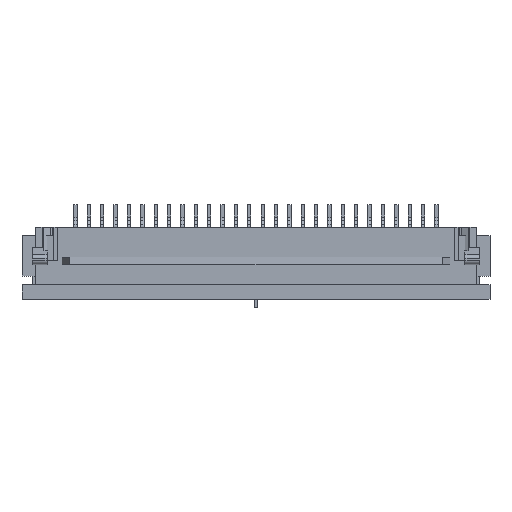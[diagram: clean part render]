
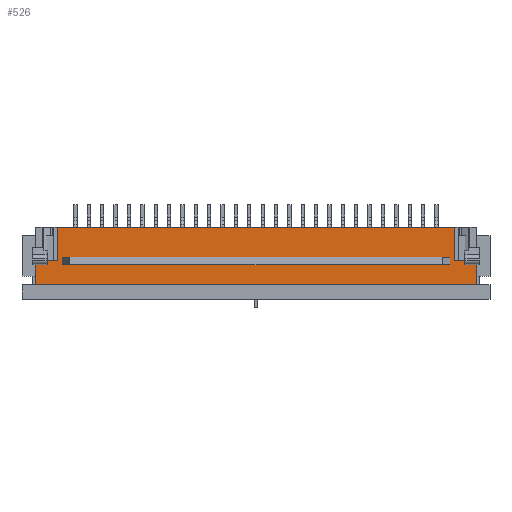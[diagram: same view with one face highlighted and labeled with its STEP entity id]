
A CAD part, top view. The second image highlights one B-rep face of the part: STEP entity #526.
In plain terms, the highlighted planar face has unit normal (0, 0, 1).
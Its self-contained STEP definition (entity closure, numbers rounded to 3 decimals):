
#526 = ADVANCED_FACE( '', ( #1375 ), #1376, .F. );
#1375 = FACE_OUTER_BOUND( '', #2737, .T. );
#1376 = PLANE( '', #2738 );
#2737 = EDGE_LOOP( '', ( #4267, #4268, #4269, #4270, #4271, #4272, #4273, #4274 ) );
#2738 = AXIS2_PLACEMENT_3D( '', #4275, #4276, #4277 );
#4267 = ORIENTED_EDGE( '', *, *, #10220, .T. );
#4268 = ORIENTED_EDGE( '', *, *, #10221, .F. );
#4269 = ORIENTED_EDGE( '', *, *, #10222, .T. );
#4270 = ORIENTED_EDGE( '', *, *, #10223, .F. );
#4271 = ORIENTED_EDGE( '', *, *, #10224, .F. );
#4272 = ORIENTED_EDGE( '', *, *, #10225, .F. );
#4273 = ORIENTED_EDGE( '', *, *, #10194, .F. );
#4274 = ORIENTED_EDGE( '', *, *, #10218, .T. );
#4275 = CARTESIAN_POINT( '', ( 16.5, -2.15, 1.5 ) );
#4276 = DIRECTION( '', ( 0., 0., -1. ) );
#4277 = DIRECTION( '', ( -1., 0., 0. ) );
#10194 = EDGE_CURVE( '', #12334, #12336, #12337, .T. );
#10218 = EDGE_CURVE( '', #12334, #12378, #12380, .T. );
#10220 = EDGE_CURVE( '', #12378, #12382, #12383, .T. );
#10221 = EDGE_CURVE( '', #12384, #12382, #12385, .T. );
#10222 = EDGE_CURVE( '', #12384, #12386, #12387, .T. );
#10223 = EDGE_CURVE( '', #12388, #12386, #12389, .T. );
#10224 = EDGE_CURVE( '', #12390, #12388, #12391, .T. );
#10225 = EDGE_CURVE( '', #12336, #12390, #12392, .T. );
#12334 = VERTEX_POINT( '', #15657 );
#12336 = VERTEX_POINT( '', #15660 );
#12337 = LINE( '', #15661, #15662 );
#12378 = VERTEX_POINT( '', #15720 );
#12380 = LINE( '', #15723, #15724 );
#12382 = VERTEX_POINT( '', #15727 );
#12383 = LINE( '', #15728, #15729 );
#12384 = VERTEX_POINT( '', #15730 );
#12385 = LINE( '', #15731, #15732 );
#12386 = VERTEX_POINT( '', #15733 );
#12387 = LINE( '', #15734, #15735 );
#12388 = VERTEX_POINT( '', #15736 );
#12389 = LINE( '', #15737, #15738 );
#12390 = VERTEX_POINT( '', #15739 );
#12391 = LINE( '', #15740, #15741 );
#12392 = LINE( '', #15742, #15743 );
#15657 = CARTESIAN_POINT( '', ( 16.5, -2.15, 1.5 ) );
#15660 = CARTESIAN_POINT( '', ( -16.5, -2.15, 1.5 ) );
#15661 = CARTESIAN_POINT( '', ( 16.5, -2.15, 1.5 ) );
#15662 = VECTOR( '', #20269, 1000. );
#15720 = CARTESIAN_POINT( '', ( 16.5, -0.35, 1.5 ) );
#15723 = CARTESIAN_POINT( '', ( 16.5, -2.15, 1.5 ) );
#15724 = VECTOR( '', #20303, 1000. );
#15727 = CARTESIAN_POINT( '', ( 14.85, -0.35, 1.5 ) );
#15728 = CARTESIAN_POINT( '', ( 14.85, -0.35, 1.5 ) );
#15729 = VECTOR( '', #20305, 1000. );
#15730 = CARTESIAN_POINT( '', ( 14.85, 2.15, 1.5 ) );
#15731 = CARTESIAN_POINT( '', ( 14.85, 33.223, 1.5 ) );
#15732 = VECTOR( '', #20306, 1000. );
#15733 = CARTESIAN_POINT( '', ( -14.85, 2.15, 1.5 ) );
#15734 = CARTESIAN_POINT( '', ( 16.5, 2.15, 1.5 ) );
#15735 = VECTOR( '', #20307, 1000. );
#15736 = CARTESIAN_POINT( '', ( -14.85, -0.35, 1.5 ) );
#15737 = CARTESIAN_POINT( '', ( -14.85, -2.15, 1.5 ) );
#15738 = VECTOR( '', #20308, 1000. );
#15739 = CARTESIAN_POINT( '', ( -16.5, -0.35, 1.5 ) );
#15740 = CARTESIAN_POINT( '', ( -14.85, -0.35, 1.5 ) );
#15741 = VECTOR( '', #20309, 1000. );
#15742 = CARTESIAN_POINT( '', ( -16.5, -2.15, 1.5 ) );
#15743 = VECTOR( '', #20310, 1000. );
#20269 = DIRECTION( '', ( -1., 0., 0. ) );
#20303 = DIRECTION( '', ( 0., 1., 0. ) );
#20305 = DIRECTION( '', ( -1., 0., 0. ) );
#20306 = DIRECTION( '', ( 0., -1., 0. ) );
#20307 = DIRECTION( '', ( -1., 0., 0. ) );
#20308 = DIRECTION( '', ( 0., 1., 0. ) );
#20309 = DIRECTION( '', ( 1., 0., 0. ) );
#20310 = DIRECTION( '', ( 0., 1., 0. ) );
